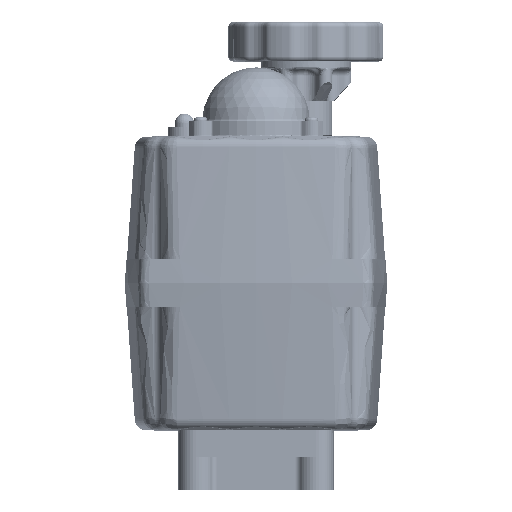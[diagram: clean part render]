
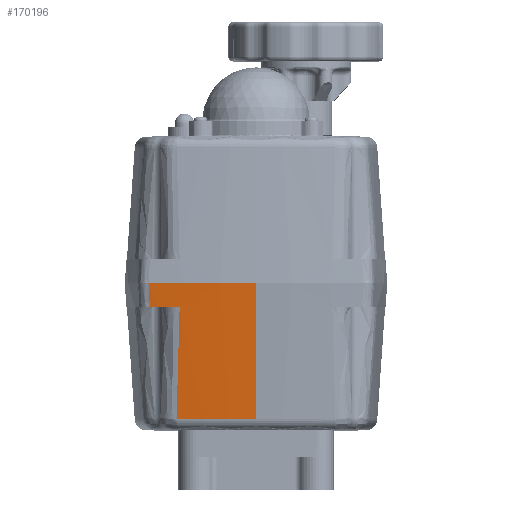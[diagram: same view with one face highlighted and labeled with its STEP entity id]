
A CAD part, top view. The second image highlights one B-rep face of the part: STEP entity #170196.
In plain terms, the highlighted conical face has half-angle 4 degrees and reference radius 403.75 mm.
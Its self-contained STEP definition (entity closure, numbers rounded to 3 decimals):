
#219 = CARTESIAN_POINT ( 'NONE',  ( -44.915, 83.997, 48.156 ) ) ;
#717 = DIRECTION ( 'NONE',  ( 0., 0., 1. ) ) ;
#1438 = CARTESIAN_POINT ( 'NONE',  ( 0., 86.5, -352.912 ) ) ;
#2684 = CARTESIAN_POINT ( 'NONE',  ( 0., 86.5, 50.838 ) ) ;
#6967 = VERTEX_POINT ( 'NONE', #9429 ) ;
#9429 = CARTESIAN_POINT ( 'NONE',  ( 0., 29.651, 46.863 ) ) ;
#10860 = CARTESIAN_POINT ( 'NONE',  ( -33.057, 35.417, 45.898 ) ) ;
#12487 = EDGE_CURVE ( 'NONE', #6967, #57120, #17566, .T. ) ;
#12771 = EDGE_CURVE ( 'NONE', #29456, #97038, #156133, .T. ) ;
#16856 = CARTESIAN_POINT ( 'NONE',  ( -44.458, 76.5, 47.679 ) ) ;
#17566 = CIRCLE ( 'NONE', #53205, 399.775 ) ;
#18200 = CIRCLE ( 'NONE', #129091, 403.051 ) ;
#23289 = CARTESIAN_POINT ( 'NONE',  ( -32.269, 62.137, 47.837 ) ) ;
#29456 = VERTEX_POINT ( 'NONE', #159399 ) ;
#30036 = DIRECTION ( 'NONE',  ( 0., 1., 0. ) ) ;
#35128 = CARTESIAN_POINT ( 'NONE',  ( -44.762, 81.493, 47.997 ) ) ;
#35179 = ORIENTED_EDGE ( 'NONE', *, *, #12487, .F. ) ;
#42898 = ORIENTED_EDGE ( 'NONE', *, *, #75460, .F. ) ;
#43625 = VERTEX_POINT ( 'NONE', #149000 ) ;
#45985 = CARTESIAN_POINT ( 'NONE',  ( 0., 86.5, -352.912 ) ) ;
#46080 = VERTEX_POINT ( 'NONE', #162930 ) ;
#49288 = DIRECTION ( 'NONE',  ( 0., -1., 0. ) ) ;
#51679 = AXIS2_PLACEMENT_3D ( 'NONE', #1438, #82259, #164473 ) ;
#52160 = CARTESIAN_POINT ( 'NONE',  ( -33.277, 29.651, 45.475 ) ) ;
#53205 = AXIS2_PLACEMENT_3D ( 'NONE', #89426, #49288, #168725 ) ;
#57120 = VERTEX_POINT ( 'NONE', #121531 ) ;
#61176 = VECTOR ( 'NONE', #124763, 1000. ) ;
#64013 = CARTESIAN_POINT ( 'NONE',  ( -32.865, 40.946, 46.302 ) ) ;
#65195 = CARTESIAN_POINT ( 'NONE',  ( -32.626, 48.502, 46.852 ) ) ;
#66093 = EDGE_LOOP ( 'NONE', ( #35179, #145414, #76632, #141557, #42898, #88247 ) ) ;
#67672 = B_SPLINE_CURVE_WITH_KNOTS ( 'NONE', 3,
 ( #52160, #132583, #89974, #10860, #160347, #157995, #64013, #146159, #65195, #158585, #23289, #76969, #159772, #171588 ),
 .UNSPECIFIED., .F., .F.,
 ( 4, 2, 2, 2, 2, 2, 4 ),
 ( 17.956, 22.034, 27.154, 30.354, 40.123, 55.752, 64.944 ),
 .UNSPECIFIED. ) ;
#75460 = EDGE_CURVE ( 'NONE', #43625, #46080, #18200, .T. ) ;
#76632 = ORIENTED_EDGE ( 'NONE', *, *, #12771, .F. ) ;
#76969 = CARTESIAN_POINT ( 'NONE',  ( -32.101, 70.388, 48.43 ) ) ;
#81566 = CARTESIAN_POINT ( 'NONE',  ( 0., 76.5, -352.912 ) ) ;
#82259 = DIRECTION ( 'NONE',  ( 0., 1., 0. ) ) ;
#87158 = EDGE_CURVE ( 'NONE', #57120, #43625, #67672, .T. ) ;
#88247 = ORIENTED_EDGE ( 'NONE', *, *, #87158, .F. ) ;
#89426 = CARTESIAN_POINT ( 'NONE',  ( 0., 29.651, -352.912 ) ) ;
#89974 = CARTESIAN_POINT ( 'NONE',  ( -33.171, 32.361, 45.674 ) ) ;
#91729 = FACE_OUTER_BOUND ( 'NONE', #66093, .T. ) ;
#97038 = VERTEX_POINT ( 'NONE', #2684 ) ;
#101128 = B_SPLINE_CURVE_WITH_KNOTS ( 'NONE', 3,
 ( #16856, #113719, #142694, #35128, #219, #141371 ),
 .UNSPECIFIED., .F., .F.,
 ( 4, 2, 4 ),
 ( 5.022, 7.521, 15.06 ),
 .UNSPECIFIED. ) ;
#110674 = CONICAL_SURFACE ( 'NONE', #51679, 403.75, 0.07 ) ;
#113719 = CARTESIAN_POINT ( 'NONE',  ( -44.509, 77.33, 47.732 ) ) ;
#113878 = EDGE_CURVE ( 'NONE', #46080, #29456, #101128, .T. ) ;
#121531 = CARTESIAN_POINT ( 'NONE',  ( -33.277, 29.651, 45.475 ) ) ;
#124763 = DIRECTION ( 'NONE',  ( 0., 0.998, 0.07 ) ) ;
#125941 = CARTESIAN_POINT ( 'NONE',  ( 0., 86.5, 50.838 ) ) ;
#129091 = AXIS2_PLACEMENT_3D ( 'NONE', #81566, #135446, #717 ) ;
#132583 = CARTESIAN_POINT ( 'NONE',  ( -33.223, 31.006, 45.575 ) ) ;
#135446 = DIRECTION ( 'NONE',  ( 0., -1., 0. ) ) ;
#136077 = AXIS2_PLACEMENT_3D ( 'NONE', #45985, #30036, #138765 ) ;
#138765 = DIRECTION ( 'NONE',  ( 0., 0., 1. ) ) ;
#141371 = CARTESIAN_POINT ( 'NONE',  ( -45.067, 86.5, 48.315 ) ) ;
#141557 = ORIENTED_EDGE ( 'NONE', *, *, #113878, .F. ) ;
#142694 = CARTESIAN_POINT ( 'NONE',  ( -44.559, 78.16, 47.785 ) ) ;
#145414 = ORIENTED_EDGE ( 'NONE', *, *, #157513, .T. ) ;
#146159 = CARTESIAN_POINT ( 'NONE',  ( -32.724, 45.255, 46.616 ) ) ;
#149000 = CARTESIAN_POINT ( 'NONE',  ( -31.996, 76.5, 48.867 ) ) ;
#149969 = LINE ( 'NONE', #125941, #61176 ) ;
#156133 = CIRCLE ( 'NONE', #136077, 403.75 ) ;
#157513 = EDGE_CURVE ( 'NONE', #6967, #97038, #149969, .T. ) ;
#157995 = CARTESIAN_POINT ( 'NONE',  ( -32.9, 39.883, 46.224 ) ) ;
#158585 = CARTESIAN_POINT ( 'NONE',  ( -32.393, 56.942, 47.463 ) ) ;
#159399 = CARTESIAN_POINT ( 'NONE',  ( -45.067, 86.5, 48.315 ) ) ;
#159772 = CARTESIAN_POINT ( 'NONE',  ( -32.045, 73.444, 48.648 ) ) ;
#160347 = CARTESIAN_POINT ( 'NONE',  ( -32.996, 37.118, 46.023 ) ) ;
#162930 = CARTESIAN_POINT ( 'NONE',  ( -44.458, 76.5, 47.679 ) ) ;
#164473 = DIRECTION ( 'NONE',  ( 0., 0., 1. ) ) ;
#168725 = DIRECTION ( 'NONE',  ( 0., 0., 1. ) ) ;
#170196 = ADVANCED_FACE ( 'NONE', ( #91729 ), #110674, .T. ) ;
#171588 = CARTESIAN_POINT ( 'NONE',  ( -31.996, 76.5, 48.867 ) ) ;
